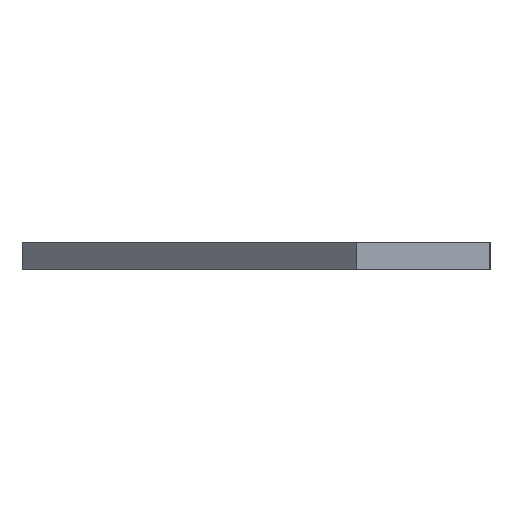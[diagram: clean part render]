
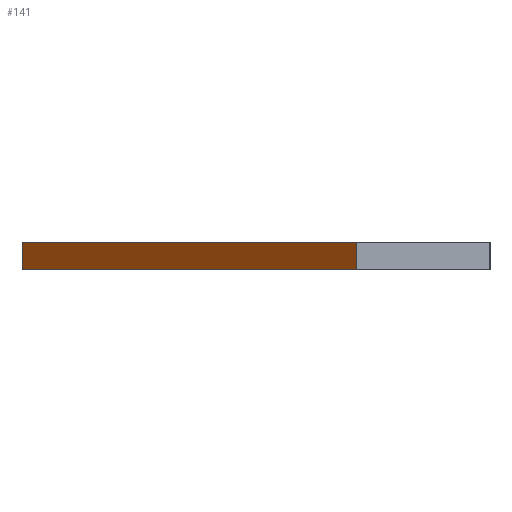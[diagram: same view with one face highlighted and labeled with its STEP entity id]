
A CAD part, left-side view. The second image highlights one B-rep face of the part: STEP entity #141.
In plain terms, the highlighted planar face has unit normal (-0.707, 0.707, 0).
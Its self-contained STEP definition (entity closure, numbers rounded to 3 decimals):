
#38 = VERTEX_POINT ( 'NONE', #349 ) ;
#47 = EDGE_CURVE ( 'NONE', #38, #48, #365, .T. ) ;
#48 = VERTEX_POINT ( 'NONE', #332 ) ;
#109 = ORIENTED_EDGE ( 'NONE', *, *, #47, .F. ) ;
#110 = ORIENTED_EDGE ( 'NONE', *, *, #111, .F. ) ;
#111 = EDGE_CURVE ( 'NONE', #123, #38, #448, .T. ) ;
#112 = ORIENTED_EDGE ( 'NONE', *, *, #122, .T. ) ;
#122 = EDGE_CURVE ( 'NONE', #123, #143, #440, .T. ) ;
#123 = VERTEX_POINT ( 'NONE', #436 ) ;
#128 = EDGE_LOOP ( 'NONE', ( #136, #109, #110, #112 ) ) ;
#136 = ORIENTED_EDGE ( 'NONE', *, *, #137, .T. ) ;
#137 = EDGE_CURVE ( 'NONE', #143, #48, #537, .T. ) ;
#141 = ADVANCED_FACE ( 'NONE', ( #563 ), #562, .F. ) ;
#143 = VERTEX_POINT ( 'NONE', #581 ) ;
#332 = CARTESIAN_POINT ( 'NONE',  ( 0., 24., 0. ) ) ;
#333 = DIRECTION ( 'NONE',  ( 0., 0., -1. ) ) ;
#349 = CARTESIAN_POINT ( 'NONE',  ( 0., 24., 5. ) ) ;
#363 = VECTOR ( 'NONE', #333, 1000. ) ;
#364 = CARTESIAN_POINT ( 'NONE',  ( 0., 24., 5. ) ) ;
#365 = LINE ( 'NONE', #364, #363 ) ;
#436 = CARTESIAN_POINT ( 'NONE',  ( 60., 84., 5. ) ) ;
#437 = DIRECTION ( 'NONE',  ( 0., 0., -1. ) ) ;
#438 = VECTOR ( 'NONE', #437, 1000. ) ;
#439 = CARTESIAN_POINT ( 'NONE',  ( 60., 84., 5. ) ) ;
#440 = LINE ( 'NONE', #439, #438 ) ;
#445 = DIRECTION ( 'NONE',  ( -0.707, -0.707, 0. ) ) ;
#446 = VECTOR ( 'NONE', #445, 1000. ) ;
#447 = CARTESIAN_POINT ( 'NONE',  ( 0., 24., 5. ) ) ;
#448 = LINE ( 'NONE', #447, #446 ) ;
#487 = DIRECTION ( 'NONE',  ( -0.707, -0.707, 0. ) ) ;
#488 = VECTOR ( 'NONE', #487, 1000. ) ;
#513 = DIRECTION ( 'NONE',  ( 0.707, 0.707, 0. ) ) ;
#514 = DIRECTION ( 'NONE',  ( 0.707, -0.707, 0. ) ) ;
#515 = CARTESIAN_POINT ( 'NONE',  ( 0., 24., 5. ) ) ;
#516 = AXIS2_PLACEMENT_3D ( 'NONE', #515, #514, #513 ) ;
#537 = LINE ( 'NONE', #568, #488 ) ;
#562 = PLANE ( 'NONE',  #516 ) ;
#563 = FACE_OUTER_BOUND ( 'NONE', #128, .T. ) ;
#568 = CARTESIAN_POINT ( 'NONE',  ( 0., 24., 0. ) ) ;
#581 = CARTESIAN_POINT ( 'NONE',  ( 60., 84., 0. ) ) ;
